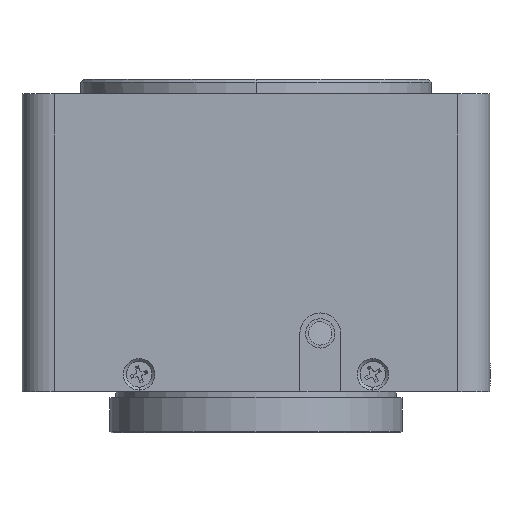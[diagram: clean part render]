
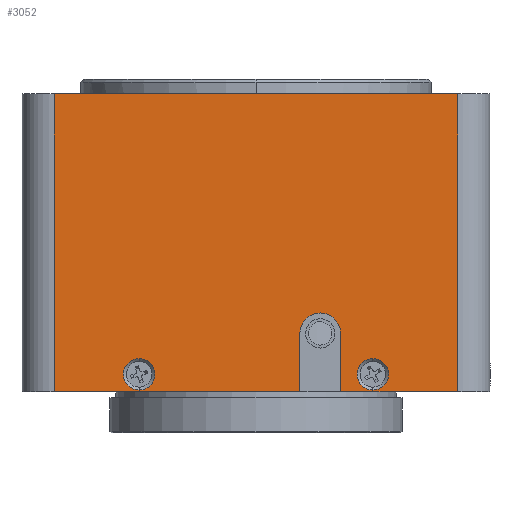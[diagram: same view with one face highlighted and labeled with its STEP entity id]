
A CAD part, front view. The second image highlights one B-rep face of the part: STEP entity #3052.
In plain terms, the highlighted planar face has unit normal (0, -1, 0).
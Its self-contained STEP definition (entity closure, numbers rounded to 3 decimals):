
#11 = DIRECTION ( 'NONE',  ( 0., 0., -1. ) ) ;
#37 = CARTESIAN_POINT ( 'NONE',  ( 7.5, -40., 0. ) ) ;
#153 = CARTESIAN_POINT ( 'NONE',  ( 34.5, -40., 51. ) ) ;
#352 = CIRCLE ( 'NONE', #3002, 3.5 ) ;
#579 = EDGE_LOOP ( 'NONE', ( #6042, #2390, #4826, #6997, #3664, #1176, #3959, #1784 ) ) ;
#601 = CARTESIAN_POINT ( 'NONE',  ( 20., -40., 0.3 ) ) ;
#613 = EDGE_LOOP ( 'NONE', ( #5711, #674 ) ) ;
#674 = ORIENTED_EDGE ( 'NONE', *, *, #4797, .F. ) ;
#699 = EDGE_CURVE ( 'NONE', #2363, #4375, #3303, .T. ) ;
#706 = CARTESIAN_POINT ( 'NONE',  ( -34.5, -40., 51. ) ) ;
#728 = EDGE_CURVE ( 'NONE', #2002, #3769, #4524, .T. ) ;
#788 = LINE ( 'NONE', #6742, #6744 ) ;
#969 = CARTESIAN_POINT ( 'NONE',  ( 14.5, -40., 10. ) ) ;
#1176 = ORIENTED_EDGE ( 'NONE', *, *, #5904, .T. ) ;
#1192 = PLANE ( 'NONE',  #2963 ) ;
#1244 = CARTESIAN_POINT ( 'NONE',  ( -34.5, -40., 51. ) ) ;
#1310 = VECTOR ( 'NONE', #5503, 1000. ) ;
#1368 = VERTEX_POINT ( 'NONE', #37 ) ;
#1444 = AXIS2_PLACEMENT_3D ( 'NONE', #1635, #5776, #2216 ) ;
#1490 = LINE ( 'NONE', #153, #1310 ) ;
#1571 = CARTESIAN_POINT ( 'NONE',  ( 34.5, -40., 0. ) ) ;
#1635 = CARTESIAN_POINT ( 'NONE',  ( -20., -40., 3. ) ) ;
#1697 = CARTESIAN_POINT ( 'NONE',  ( 7.5, -40., 0. ) ) ;
#1716 = DIRECTION ( 'NONE',  ( 0., 0., 1. ) ) ;
#1753 = CARTESIAN_POINT ( 'NONE',  ( -40., -40., 51. ) ) ;
#1782 = DIRECTION ( 'NONE',  ( 0., 0., 1. ) ) ;
#1784 = ORIENTED_EDGE ( 'NONE', *, *, #5048, .T. ) ;
#1908 = VERTEX_POINT ( 'NONE', #2862 ) ;
#1914 = VERTEX_POINT ( 'NONE', #4038 ) ;
#1964 = EDGE_CURVE ( 'NONE', #3446, #1368, #6388, .T. ) ;
#2002 = VERTEX_POINT ( 'NONE', #601 ) ;
#2216 = DIRECTION ( 'NONE',  ( 0., 0., -1. ) ) ;
#2226 = DIRECTION ( 'NONE',  ( 0., -1., 0. ) ) ;
#2328 = DIRECTION ( 'NONE',  ( 0., 0., -1. ) ) ;
#2337 = DIRECTION ( 'NONE',  ( 0., 1., 0. ) ) ;
#2363 = VERTEX_POINT ( 'NONE', #7604 ) ;
#2390 = ORIENTED_EDGE ( 'NONE', *, *, #1964, .F. ) ;
#2457 = CARTESIAN_POINT ( 'NONE',  ( -20., -40., 0.3 ) ) ;
#2577 = ORIENTED_EDGE ( 'NONE', *, *, #4479, .F. ) ;
#2597 = CARTESIAN_POINT ( 'NONE',  ( 34.5, -40., 51. ) ) ;
#2862 = CARTESIAN_POINT ( 'NONE',  ( -20., -40., 5.7 ) ) ;
#2963 = AXIS2_PLACEMENT_3D ( 'NONE', #1753, #5325, #1782 ) ;
#3002 = AXIS2_PLACEMENT_3D ( 'NONE', #5891, #2337, #6517 ) ;
#3052 = ADVANCED_FACE ( 'NONE', ( #6462, #3676, #3491 ), #1192, .F. ) ;
#3076 = LINE ( 'NONE', #706, #4482 ) ;
#3141 = DIRECTION ( 'NONE',  ( 0., 0., -1. ) ) ;
#3173 = CIRCLE ( 'NONE', #5766, 2.7 ) ;
#3197 = VERTEX_POINT ( 'NONE', #2597 ) ;
#3218 = VECTOR ( 'NONE', #2328, 1000. ) ;
#3270 = EDGE_CURVE ( 'NONE', #1914, #1368, #6361, .T. ) ;
#3303 = LINE ( 'NONE', #5553, #4701 ) ;
#3446 = VERTEX_POINT ( 'NONE', #5236 ) ;
#3491 = FACE_OUTER_BOUND ( 'NONE', #579, .T. ) ;
#3511 = CARTESIAN_POINT ( 'NONE',  ( 14.5, -40., 0. ) ) ;
#3575 = DIRECTION ( 'NONE',  ( 0., -1., 0. ) ) ;
#3634 = VECTOR ( 'NONE', #1716, 1000. ) ;
#3643 = EDGE_CURVE ( 'NONE', #4049, #3197, #788, .T. ) ;
#3664 = ORIENTED_EDGE ( 'NONE', *, *, #699, .T. ) ;
#3676 = FACE_BOUND ( 'NONE', #6477, .T. ) ;
#3752 = CARTESIAN_POINT ( 'NONE',  ( 20., -40., 3. ) ) ;
#3769 = VERTEX_POINT ( 'NONE', #5674 ) ;
#3857 = EDGE_CURVE ( 'NONE', #5026, #1908, #5229, .T. ) ;
#3959 = ORIENTED_EDGE ( 'NONE', *, *, #3643, .F. ) ;
#4038 = CARTESIAN_POINT ( 'NONE',  ( -34.5, -40., 0. ) ) ;
#4049 = VERTEX_POINT ( 'NONE', #1244 ) ;
#4129 = CIRCLE ( 'NONE', #4343, 2.7 ) ;
#4276 = DIRECTION ( 'NONE',  ( 0., 0., -1. ) ) ;
#4343 = AXIS2_PLACEMENT_3D ( 'NONE', #7144, #3575, #11 ) ;
#4375 = VERTEX_POINT ( 'NONE', #1571 ) ;
#4386 = DIRECTION ( 'NONE',  ( 1., 0., 0. ) ) ;
#4453 = CARTESIAN_POINT ( 'NONE',  ( -40., -40., 0. ) ) ;
#4479 = EDGE_CURVE ( 'NONE', #3769, #2002, #4129, .T. ) ;
#4482 = VECTOR ( 'NONE', #4276, 1000. ) ;
#4524 = CIRCLE ( 'NONE', #6035, 2.7 ) ;
#4701 = VECTOR ( 'NONE', #4386, 1000. ) ;
#4737 = VERTEX_POINT ( 'NONE', #969 ) ;
#4777 = VECTOR ( 'NONE', #5652, 1000. ) ;
#4797 = EDGE_CURVE ( 'NONE', #1908, #5026, #3173, .T. ) ;
#4826 = ORIENTED_EDGE ( 'NONE', *, *, #6923, .T. ) ;
#4927 = DIRECTION ( 'NONE',  ( 1., 0., 0. ) ) ;
#5026 = VERTEX_POINT ( 'NONE', #2457 ) ;
#5048 = EDGE_CURVE ( 'NONE', #4049, #1914, #3076, .T. ) ;
#5197 = LINE ( 'NONE', #3511, #3634 ) ;
#5229 = CIRCLE ( 'NONE', #1444, 2.7 ) ;
#5236 = CARTESIAN_POINT ( 'NONE',  ( 7.5, -40., 10. ) ) ;
#5325 = DIRECTION ( 'NONE',  ( 0., 1., 0. ) ) ;
#5503 = DIRECTION ( 'NONE',  ( 0., 0., 1. ) ) ;
#5553 = CARTESIAN_POINT ( 'NONE',  ( -40., -40., 0. ) ) ;
#5652 = DIRECTION ( 'NONE',  ( 1., 0., 0. ) ) ;
#5674 = CARTESIAN_POINT ( 'NONE',  ( 20., -40., 5.7 ) ) ;
#5711 = ORIENTED_EDGE ( 'NONE', *, *, #3857, .F. ) ;
#5766 = AXIS2_PLACEMENT_3D ( 'NONE', #5785, #2226, #6398 ) ;
#5776 = DIRECTION ( 'NONE',  ( 0., -1., 0. ) ) ;
#5785 = CARTESIAN_POINT ( 'NONE',  ( -20., -40., 3. ) ) ;
#5801 = EDGE_CURVE ( 'NONE', #2363, #4737, #5197, .T. ) ;
#5891 = CARTESIAN_POINT ( 'NONE',  ( 11., -40., 10. ) ) ;
#5904 = EDGE_CURVE ( 'NONE', #4375, #3197, #1490, .T. ) ;
#6035 = AXIS2_PLACEMENT_3D ( 'NONE', #3752, #7309, #3141 ) ;
#6042 = ORIENTED_EDGE ( 'NONE', *, *, #3270, .T. ) ;
#6361 = LINE ( 'NONE', #4453, #4777 ) ;
#6388 = LINE ( 'NONE', #1697, #3218 ) ;
#6398 = DIRECTION ( 'NONE',  ( 0., 0., -1. ) ) ;
#6462 = FACE_BOUND ( 'NONE', #613, .T. ) ;
#6477 = EDGE_LOOP ( 'NONE', ( #7599, #2577 ) ) ;
#6517 = DIRECTION ( 'NONE',  ( 0., 0., 1. ) ) ;
#6742 = CARTESIAN_POINT ( 'NONE',  ( -40., -40., 51. ) ) ;
#6744 = VECTOR ( 'NONE', #4927, 1000. ) ;
#6923 = EDGE_CURVE ( 'NONE', #3446, #4737, #352, .T. ) ;
#6997 = ORIENTED_EDGE ( 'NONE', *, *, #5801, .F. ) ;
#7144 = CARTESIAN_POINT ( 'NONE',  ( 20., -40., 3. ) ) ;
#7309 = DIRECTION ( 'NONE',  ( 0., -1., 0. ) ) ;
#7599 = ORIENTED_EDGE ( 'NONE', *, *, #728, .F. ) ;
#7604 = CARTESIAN_POINT ( 'NONE',  ( 14.5, -40., 0. ) ) ;
